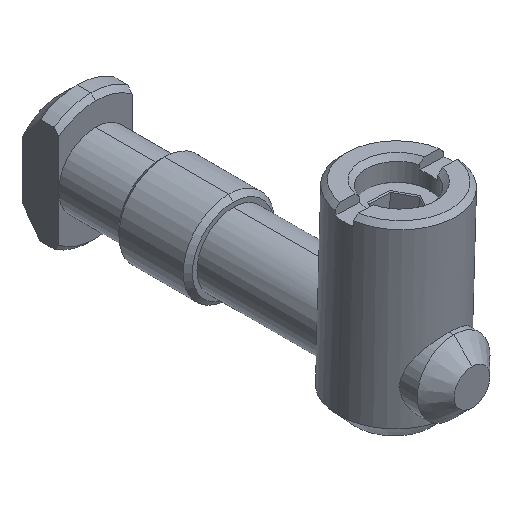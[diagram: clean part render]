
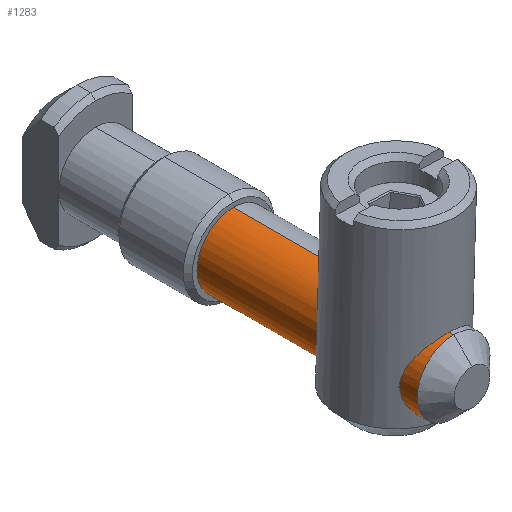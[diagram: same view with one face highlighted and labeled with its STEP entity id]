
A CAD part, isometric view. The second image highlights one B-rep face of the part: STEP entity #1283.
In plain terms, the highlighted cylindrical face has radius 3.95 mm (diameter 7.9 mm), a partial arc.
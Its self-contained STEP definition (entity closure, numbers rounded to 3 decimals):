
#64 = EDGE_CURVE ( 'NONE', #936, #204, #982, .T. ) ;
#88 = EDGE_LOOP ( 'NONE', ( #282, #1699, #483, #662, #2051, #114, #1714 ) ) ;
#99 = CARTESIAN_POINT ( 'NONE',  ( -11.038, 0.006, 17.247 ) ) ;
#114 = ORIENTED_EDGE ( 'NONE', *, *, #552, .T. ) ;
#122 = CARTESIAN_POINT ( 'NONE',  ( -8.639, 18.59, 10.156 ) ) ;
#127 = LINE ( 'NONE', #351, #1421 ) ;
#136 = CARTESIAN_POINT ( 'NONE',  ( -10.895, 6.997, 17.353 ) ) ;
#144 = AXIS2_PLACEMENT_3D ( 'NONE', #2089, #1449, #355 ) ;
#157 = CARTESIAN_POINT ( 'NONE',  ( -10.383, -0.821, 17.657 ) ) ;
#168 = CARTESIAN_POINT ( 'NONE',  ( -11.871, 3.955, 16.376 ) ) ;
#202 = CARTESIAN_POINT ( 'NONE',  ( -8.639, -1.56, 18.056 ) ) ;
#204 = VERTEX_POINT ( 'NONE', #2198 ) ;
#221 = EDGE_CURVE ( 'NONE', #1106, #1050, #1285, .T. ) ;
#240 = CARTESIAN_POINT ( 'NONE',  ( -8.639, 18.59, 14.106 ) ) ;
#282 = ORIENTED_EDGE ( 'NONE', *, *, #221, .F. ) ;
#289 = CIRCLE ( 'NONE', #2540, 3.95 ) ;
#295 = VERTEX_POINT ( 'NONE', #1526 ) ;
#321 = CARTESIAN_POINT ( 'NONE',  ( -8.639, -5.41, 10.156 ) ) ;
#351 = CARTESIAN_POINT ( 'NONE',  ( -8.639, 37.59, 18.056 ) ) ;
#355 = DIRECTION ( 'NONE',  ( 0., 0., 1. ) ) ;
#379 = CARTESIAN_POINT ( 'NONE',  ( -11.391, 0.708, 16.941 ) ) ;
#403 = CARTESIAN_POINT ( 'NONE',  ( -9.336, 8.232, 17.996 ) ) ;
#483 = ORIENTED_EDGE ( 'NONE', *, *, #2694, .T. ) ;
#552 = EDGE_CURVE ( 'NONE', #204, #295, #127, .T. ) ;
#570 = CARTESIAN_POINT ( 'NONE',  ( -11.811, 2.269, 16.459 ) ) ;
#582 = CYLINDRICAL_SURFACE ( 'NONE', #144, 3.95 ) ;
#599 = FACE_OUTER_BOUND ( 'NONE', #88, .T. ) ;
#662 = ORIENTED_EDGE ( 'NONE', *, *, #2585, .T. ) ;
#777 = CARTESIAN_POINT ( 'NONE',  ( -8.782, -1.56, 18.056 ) ) ;
#791 = CARTESIAN_POINT ( 'NONE',  ( -9.198, -1.492, 18.018 ) ) ;
#831 = CARTESIAN_POINT ( 'NONE',  ( -11.572, 1.208, 16.753 ) ) ;
#838 = CARTESIAN_POINT ( 'NONE',  ( -11.812, 4.508, 16.459 ) ) ;
#861 = VECTOR ( 'NONE', #1530, 1000. ) ;
#889 = EDGE_CURVE ( 'NONE', #295, #1050, #1500, .T. ) ;
#919 = VERTEX_POINT ( 'NONE', #2027 ) ;
#936 = VERTEX_POINT ( 'NONE', #1572 ) ;
#982 = B_SPLINE_CURVE_WITH_KNOTS ( 'NONE', 3,
 ( #2766, #1040, #168, #838, #1667, #2587, #1454, #2111, #136, #1897, #1027, #2652, #2841, #1310, #2669, #403, #2183, #2620, #1727, #1284 ),
 .UNSPECIFIED., .F., .F.,
 ( 4, 2, 2, 2, 2, 2, 2, 2, 2, 4 ),
 ( 0.007, 0.008, 0.008, 0.01, 0.011, 0.012, 0.012, 0.013, 0.013, 0.014 ),
 .UNSPECIFIED. ) ;
#1020 = CARTESIAN_POINT ( 'NONE',  ( -9.954, -1.152, 17.832 ) ) ;
#1027 = CARTESIAN_POINT ( 'NONE',  ( -10.382, 7.602, 17.657 ) ) ;
#1033 = CARTESIAN_POINT ( 'NONE',  ( -11.286, 0.467, 17.042 ) ) ;
#1040 = CARTESIAN_POINT ( 'NONE',  ( -11.886, 3.675, 16.353 ) ) ;
#1050 = VERTEX_POINT ( 'NONE', #122 ) ;
#1106 = VERTEX_POINT ( 'NONE', #321 ) ;
#1206 = CARTESIAN_POINT ( 'NONE',  ( -9.334, -1.453, 17.996 ) ) ;
#1219 = CARTESIAN_POINT ( 'NONE',  ( -10.067, -1.073, 17.79 ) ) ;
#1234 = CARTESIAN_POINT ( 'NONE',  ( -9.718, -1.29, 17.907 ) ) ;
#1259 = CARTESIAN_POINT ( 'NONE',  ( -11.648, 1.47, 16.666 ) ) ;
#1260 = DIRECTION ( 'NONE',  ( 0., 1., 0. ) ) ;
#1283 = ADVANCED_FACE ( 'NONE', ( #599 ), #582, .T. ) ;
#1284 = CARTESIAN_POINT ( 'NONE',  ( -8.639, 8.34, 18.056 ) ) ;
#1285 = LINE ( 'NONE', #2210, #1378 ) ;
#1310 = CARTESIAN_POINT ( 'NONE',  ( -9.721, 8.069, 17.906 ) ) ;
#1321 = EDGE_CURVE ( 'NONE', #1106, #919, #289, .T. ) ;
#1378 = VECTOR ( 'NONE', #1983, 1000. ) ;
#1400 = DIRECTION ( 'NONE',  ( 0., 0., 1. ) ) ;
#1421 = VECTOR ( 'NONE', #1433, 1000. ) ;
#1433 = DIRECTION ( 'NONE',  ( 0., 1., 0. ) ) ;
#1434 = CARTESIAN_POINT ( 'NONE',  ( -11.767, 1.999, 16.519 ) ) ;
#1449 = DIRECTION ( 'NONE',  ( 0., 1., 0. ) ) ;
#1454 = CARTESIAN_POINT ( 'NONE',  ( -11.412, 6.078, 16.937 ) ) ;
#1473 = CARTESIAN_POINT ( 'NONE',  ( -10.567, -0.631, 17.558 ) ) ;
#1474 = CARTESIAN_POINT ( 'NONE',  ( -8.639, -5.41, 14.106 ) ) ;
#1500 = CIRCLE ( 'NONE', #1781, 3.95 ) ;
#1526 = CARTESIAN_POINT ( 'NONE',  ( -8.639, 18.59, 18.056 ) ) ;
#1530 = DIRECTION ( 'NONE',  ( 0., 1., 0. ) ) ;
#1572 = CARTESIAN_POINT ( 'NONE',  ( -11.886, 3.39, 16.353 ) ) ;
#1659 = CARTESIAN_POINT ( 'NONE',  ( -8.639, -1.56, 18.056 ) ) ;
#1667 = CARTESIAN_POINT ( 'NONE',  ( -11.767, 4.782, 16.519 ) ) ;
#1699 = ORIENTED_EDGE ( 'NONE', *, *, #1321, .T. ) ;
#1714 = ORIENTED_EDGE ( 'NONE', *, *, #889, .T. ) ;
#1727 = CARTESIAN_POINT ( 'NONE',  ( -8.782, 8.34, 18.056 ) ) ;
#1781 = AXIS2_PLACEMENT_3D ( 'NONE', #240, #2656, #2226 ) ;
#1864 = CARTESIAN_POINT ( 'NONE',  ( -10.895, -0.217, 17.353 ) ) ;
#1897 = CARTESIAN_POINT ( 'NONE',  ( -10.569, 7.409, 17.557 ) ) ;
#1920 = CARTESIAN_POINT ( 'NONE',  ( -9.595, -1.351, 17.94 ) ) ;
#1983 = DIRECTION ( 'NONE',  ( 0., 1., 0. ) ) ;
#2027 = CARTESIAN_POINT ( 'NONE',  ( -8.639, -5.41, 18.056 ) ) ;
#2051 = ORIENTED_EDGE ( 'NONE', *, *, #64, .T. ) ;
#2075 = CARTESIAN_POINT ( 'NONE',  ( -8.923, -1.546, 18.048 ) ) ;
#2089 = CARTESIAN_POINT ( 'NONE',  ( -8.639, 37.59, 14.106 ) ) ;
#2111 = CARTESIAN_POINT ( 'NONE',  ( -11.038, 6.774, 17.247 ) ) ;
#2129 = CARTESIAN_POINT ( 'NONE',  ( -11.871, 2.821, 16.376 ) ) ;
#2183 = CARTESIAN_POINT ( 'NONE',  ( -9.203, 8.272, 18.018 ) ) ;
#2198 = CARTESIAN_POINT ( 'NONE',  ( -8.639, 8.34, 18.056 ) ) ;
#2210 = CARTESIAN_POINT ( 'NONE',  ( -8.639, 37.59, 10.156 ) ) ;
#2226 = DIRECTION ( 'NONE',  ( 0., 0., 1. ) ) ;
#2295 = LINE ( 'NONE', #2815, #861 ) ;
#2519 = B_SPLINE_CURVE_WITH_KNOTS ( 'NONE', 3,
 ( #1659, #777, #2075, #791, #1206, #1920, #1234, #1020, #1219, #157, #1473, #1864, #99, #1033, #379, #831, #1259, #1434, #570, #2129, #2771, #2759 ),
 .UNSPECIFIED., .F., .F.,
 ( 4, 2, 2, 2, 2, 2, 2, 2, 2, 2, 4 ),
 ( 0., 0., 0.001, 0.001, 0.002, 0.003, 0.003, 0.004, 0.005, 0.006, 0.007 ),
 .UNSPECIFIED. ) ;
#2540 = AXIS2_PLACEMENT_3D ( 'NONE', #1474, #1260, #1400 ) ;
#2585 = EDGE_CURVE ( 'NONE', #2863, #936, #2519, .T. ) ;
#2587 = CARTESIAN_POINT ( 'NONE',  ( -11.587, 5.583, 16.741 ) ) ;
#2620 = CARTESIAN_POINT ( 'NONE',  ( -8.925, 8.326, 18.048 ) ) ;
#2652 = CARTESIAN_POINT ( 'NONE',  ( -10.067, 7.853, 17.79 ) ) ;
#2656 = DIRECTION ( 'NONE',  ( 0., -1., 0. ) ) ;
#2669 = CARTESIAN_POINT ( 'NONE',  ( -9.596, 8.131, 17.94 ) ) ;
#2694 = EDGE_CURVE ( 'NONE', #919, #2863, #2295, .T. ) ;
#2759 = CARTESIAN_POINT ( 'NONE',  ( -11.886, 3.39, 16.353 ) ) ;
#2766 = CARTESIAN_POINT ( 'NONE',  ( -11.886, 3.39, 16.353 ) ) ;
#2771 = CARTESIAN_POINT ( 'NONE',  ( -11.886, 3.105, 16.353 ) ) ;
#2815 = CARTESIAN_POINT ( 'NONE',  ( -8.639, 37.59, 18.056 ) ) ;
#2841 = CARTESIAN_POINT ( 'NONE',  ( -9.956, 7.931, 17.831 ) ) ;
#2863 = VERTEX_POINT ( 'NONE', #202 ) ;
